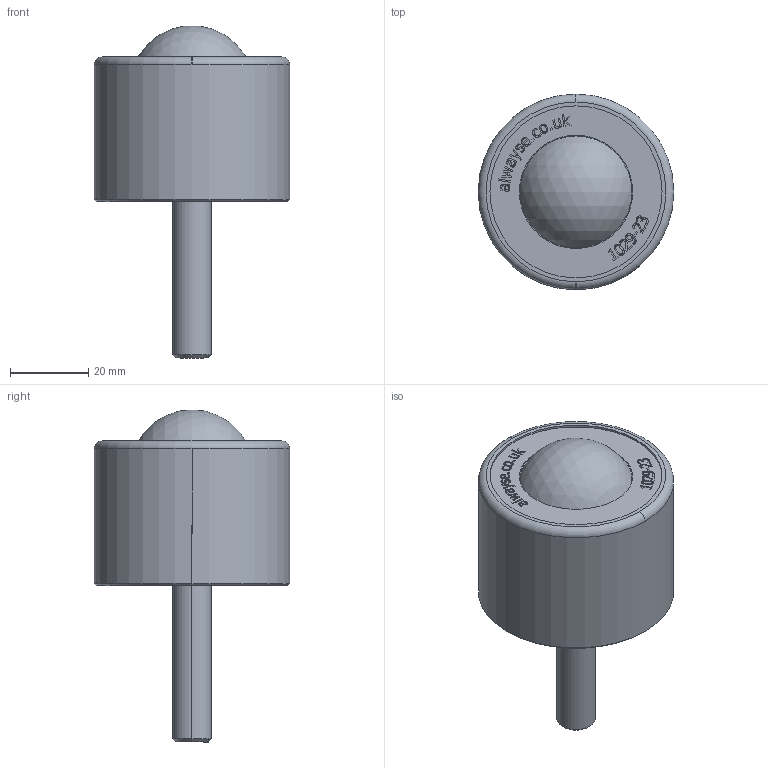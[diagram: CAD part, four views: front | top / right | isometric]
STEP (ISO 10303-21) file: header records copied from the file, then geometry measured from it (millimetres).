
FILE_DESCRIPTION(/* description */ (''),/* implementation_level */ '2;1');
FILE_NAME(/* name */ '102923.step',/* time_stamp */ '2025-07-03T12:17:00+01:00',/* author */ (''),/* organization */ (''),/* preprocessor_version */ 'ST-DEVELOPER v20.1',/* originating_system */ 'Autodesk Translation Framework v14.10.0.0',/* authorisation */ '');
FILE_SCHEMA (('AUTOMOTIVE_DESIGN { 1 0 10303 214 3 1 1 }'));
Length unit declared in the file: millimetre
Products named in the file (2): 102923; 102923_1
Assembly tree (1 placements, depth 2):
  102923
    102923_1
Bounding box: 50 x 50 x 84.9 mm (x, y, z)
Surface area: 11259.6 mm2 (no closed solid volume)
Topology: 0 solids, 322 shells, 322 faces, 1722 edges, 1722 vertices
Faces by surface type: bspline 161, plane 147, cylinder 6, cone 4, torus 2, sphere 2
Entity records: 20276 total; most frequent: CARTESIAN_POINT 8319, VERTEX_POINT 1722, EDGE_CURVE 1722, ORIENTED_EDGE 1722, DIRECTION 1446, LINE 1038, VECTOR 1038, B_SPLINE_CURVE_WITH_KNOTS 644
